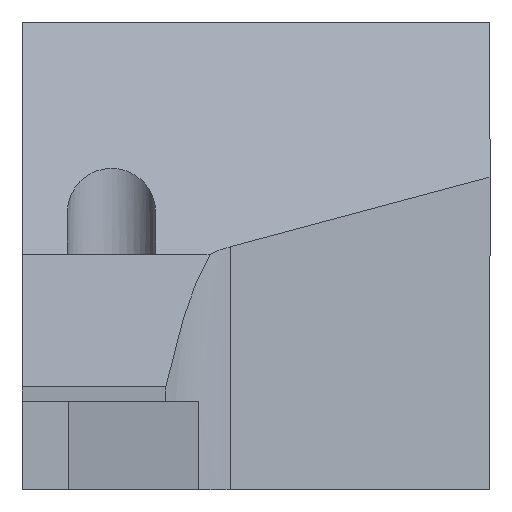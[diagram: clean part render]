
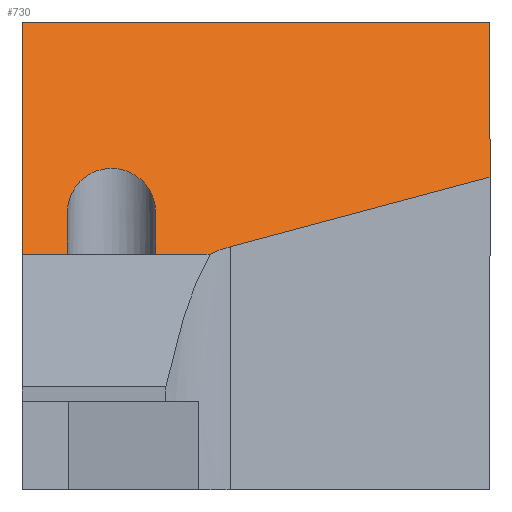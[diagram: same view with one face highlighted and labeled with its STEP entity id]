
A CAD part, left-side view. The second image highlights one B-rep face of the part: STEP entity #730.
In plain terms, the highlighted planar face has unit normal (-0.707, 0, 0.707).
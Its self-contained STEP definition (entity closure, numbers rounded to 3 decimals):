
#2 = LINE ( 'NONE', #978, #339 ) ;
#3 = EDGE_CURVE ( 'NONE', #921, #1352, #191, .T. ) ;
#14 = CARTESIAN_POINT ( 'NONE',  ( -117.386, 11.339, 1.471 ) ) ;
#93 = DIRECTION ( 'NONE',  ( -0.707, 0., 0.707 ) ) ;
#111 = CARTESIAN_POINT ( 'NONE',  ( -110.919, 15.875, 7.938 ) ) ;
#118 = EDGE_CURVE ( 'NONE', #1541, #454, #1397, .T. ) ;
#130 = CARTESIAN_POINT ( 'NONE',  ( -118.794, 14.339, 0.063 ) ) ;
#133 = CARTESIAN_POINT ( 'NONE',  ( -118.541, 8.808, 0.315 ) ) ;
#140 = VECTOR ( 'NONE', #1288, 1000. ) ;
#145 = CARTESIAN_POINT ( 'NONE',  ( -116.181, 0., 2.675 ) ) ;
#166 = LINE ( 'NONE', #903, #140 ) ;
#191 = LINE ( 'NONE', #530, #1181 ) ;
#223 = DIRECTION ( 'NONE',  ( -0.707, 0., -0.707 ) ) ;
#232 =( BOUNDED_CURVE ( )  B_SPLINE_CURVE ( 3, ( #1508, #1103, #957, #14 ),
 .UNSPECIFIED., .F., .F. ) 
 B_SPLINE_CURVE_WITH_KNOTS ( ( 4, 4 ),
 ( 1.571, 4.712 ),
 .UNSPECIFIED. ) 
 CURVE ( )  GEOMETRIC_REPRESENTATION_ITEM ( )  RATIONAL_B_SPLINE_CURVE ( ( 1., 0.333, 0.333, 1. ) ) 
 REPRESENTATION_ITEM ( '' )  );
#277 = ORIENTED_EDGE ( 'NONE', *, *, #3, .T. ) ;
#302 = CARTESIAN_POINT ( 'NONE',  ( -117.386, 11.339, 1.471 ) ) ;
#308 = EDGE_CURVE ( 'NONE', #432, #540, #232, .T. ) ;
#339 = VECTOR ( 'NONE', #474, 1000. ) ;
#362 = CARTESIAN_POINT ( 'NONE',  ( -118.794, 15.875, 0.062 ) ) ;
#371 = ORIENTED_EDGE ( 'NONE', *, *, #406, .F. ) ;
#386 = VECTOR ( 'NONE', #1012, 1000. ) ;
#399 =( BOUNDED_CURVE ( )  B_SPLINE_CURVE ( 3, ( #763, #1539, #547, #1158 ),
 .UNSPECIFIED., .F., .F. ) 
 B_SPLINE_CURVE_WITH_KNOTS ( ( 4, 4 ),
 ( 2.7, 2.88 ),
 .UNSPECIFIED. ) 
 CURVE ( )  GEOMETRIC_REPRESENTATION_ITEM ( )  RATIONAL_B_SPLINE_CURVE ( ( 1., 0.997, 0.997, 1. ) ) 
 REPRESENTATION_ITEM ( '' )  );
#406 = EDGE_CURVE ( 'NONE', #564, #1352, #2, .T. ) ;
#432 = VERTEX_POINT ( 'NONE', #1363 ) ;
#454 = VERTEX_POINT ( 'NONE', #1143 ) ;
#474 = DIRECTION ( 'NONE',  ( -0.707, 0., -0.707 ) ) ;
#479 = VECTOR ( 'NONE', #1516, 1000. ) ;
#490 = EDGE_CURVE ( 'NONE', #846, #432, #897, .T. ) ;
#492 = ORIENTED_EDGE ( 'NONE', *, *, #660, .F. ) ;
#494 = ORIENTED_EDGE ( 'NONE', *, *, #490, .T. ) ;
#518 = CARTESIAN_POINT ( 'NONE',  ( -63.397, 15.875, 55.46 ) ) ;
#530 = CARTESIAN_POINT ( 'NONE',  ( -108.358, -29.198, 10.499 ) ) ;
#540 = VERTEX_POINT ( 'NONE', #302 ) ;
#547 = CARTESIAN_POINT ( 'NONE',  ( -118.605, 9.045, 0.252 ) ) ;
#564 = VERTEX_POINT ( 'NONE', #1401 ) ;
#569 = LINE ( 'NONE', #1210, #612 ) ;
#587 = DIRECTION ( 'NONE',  ( -0.707, 0., -0.707 ) ) ;
#590 = EDGE_CURVE ( 'NONE', #1431, #1404, #1018, .T. ) ;
#612 = VECTOR ( 'NONE', #587, 1000. ) ;
#613 = ORIENTED_EDGE ( 'NONE', *, *, #926, .T. ) ;
#645 = CARTESIAN_POINT ( 'NONE',  ( -118.794, 175.978, 0.062 ) ) ;
#651 = CARTESIAN_POINT ( 'NONE',  ( -118.794, 14.339, 0.062 ) ) ;
#660 = EDGE_CURVE ( 'NONE', #1404, #564, #1552, .T. ) ;
#685 = CARTESIAN_POINT ( 'NONE',  ( -118.794, 175.978, 0.062 ) ) ;
#730 = ADVANCED_FACE ( 'NONE', ( #930 ), #1462, .T. ) ;
#763 = CARTESIAN_POINT ( 'NONE',  ( -118.794, 9.497, 0.062 ) ) ;
#816 = DIRECTION ( 'NONE',  ( 0., -1., 0. ) ) ;
#846 = VERTEX_POINT ( 'NONE', #130 ) ;
#860 = VECTOR ( 'NONE', #1276, 1000. ) ;
#862 = AXIS2_PLACEMENT_3D ( 'NONE', #685, #93, #223 ) ;
#868 = ORIENTED_EDGE ( 'NONE', *, *, #308, .T. ) ;
#897 = LINE ( 'NONE', #651, #479 ) ;
#903 = CARTESIAN_POINT ( 'NONE',  ( -118.794, 175.978, 0.062 ) ) ;
#910 = DIRECTION ( 'NONE',  ( 0.251, -0.935, 0.251 ) ) ;
#921 = VERTEX_POINT ( 'NONE', #133 ) ;
#926 = EDGE_CURVE ( 'NONE', #540, #1541, #569, .T. ) ;
#930 = FACE_OUTER_BOUND ( 'NONE', #1522, .T. ) ;
#957 = CARTESIAN_POINT ( 'NONE',  ( -114.386, 11.339, 4.471 ) ) ;
#976 = ORIENTED_EDGE ( 'NONE', *, *, #1185, .T. ) ;
#978 = CARTESIAN_POINT ( 'NONE',  ( -63.397, 0., 55.46 ) ) ;
#1012 = DIRECTION ( 'NONE',  ( 0., -1., 0. ) ) ;
#1018 = LINE ( 'NONE', #518, #860 ) ;
#1103 = CARTESIAN_POINT ( 'NONE',  ( -114.386, 14.339, 4.471 ) ) ;
#1143 = CARTESIAN_POINT ( 'NONE',  ( -118.794, 9.497, 0.062 ) ) ;
#1158 = CARTESIAN_POINT ( 'NONE',  ( -118.541, 8.808, 0.315 ) ) ;
#1181 = VECTOR ( 'NONE', #910, 1000. ) ;
#1185 = EDGE_CURVE ( 'NONE', #1431, #846, #166, .T. ) ;
#1187 = EDGE_CURVE ( 'NONE', #454, #921, #399, .T. ) ;
#1200 = CARTESIAN_POINT ( 'NONE',  ( -110.919, 0., 7.938 ) ) ;
#1210 = CARTESIAN_POINT ( 'NONE',  ( -118.794, 11.339, 0.062 ) ) ;
#1276 = DIRECTION ( 'NONE',  ( 0.707, 0., 0.707 ) ) ;
#1279 = ORIENTED_EDGE ( 'NONE', *, *, #590, .F. ) ;
#1288 = DIRECTION ( 'NONE',  ( 0., -1., 0. ) ) ;
#1309 = CARTESIAN_POINT ( 'NONE',  ( -118.794, 11.339, 0.062 ) ) ;
#1351 = VECTOR ( 'NONE', #816, 1000. ) ;
#1352 = VERTEX_POINT ( 'NONE', #145 ) ;
#1363 = CARTESIAN_POINT ( 'NONE',  ( -117.386, 14.339, 1.471 ) ) ;
#1397 = LINE ( 'NONE', #645, #386 ) ;
#1401 = CARTESIAN_POINT ( 'NONE',  ( -110.919, 0., 7.938 ) ) ;
#1404 = VERTEX_POINT ( 'NONE', #111 ) ;
#1431 = VERTEX_POINT ( 'NONE', #362 ) ;
#1462 = PLANE ( 'NONE',  #862 ) ;
#1484 = ORIENTED_EDGE ( 'NONE', *, *, #118, .T. ) ;
#1508 = CARTESIAN_POINT ( 'NONE',  ( -117.386, 14.339, 1.471 ) ) ;
#1516 = DIRECTION ( 'NONE',  ( 0.707, 0., 0.707 ) ) ;
#1522 = EDGE_LOOP ( 'NONE', ( #613, #1484, #1569, #277, #371, #492, #1279, #976, #494, #868 ) ) ;
#1539 = CARTESIAN_POINT ( 'NONE',  ( -118.689, 9.275, 0.167 ) ) ;
#1541 = VERTEX_POINT ( 'NONE', #1309 ) ;
#1552 = LINE ( 'NONE', #1200, #1351 ) ;
#1569 = ORIENTED_EDGE ( 'NONE', *, *, #1187, .T. ) ;
